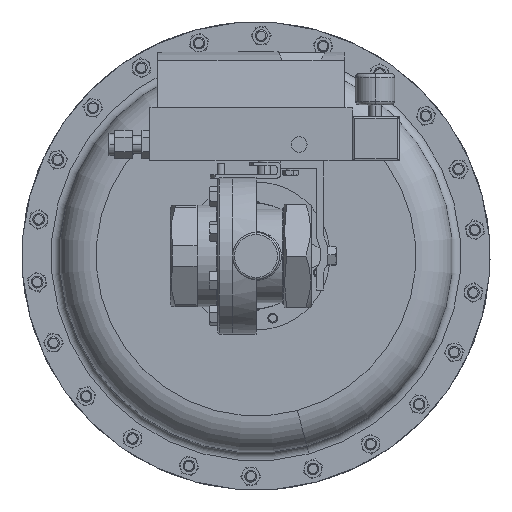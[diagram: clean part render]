
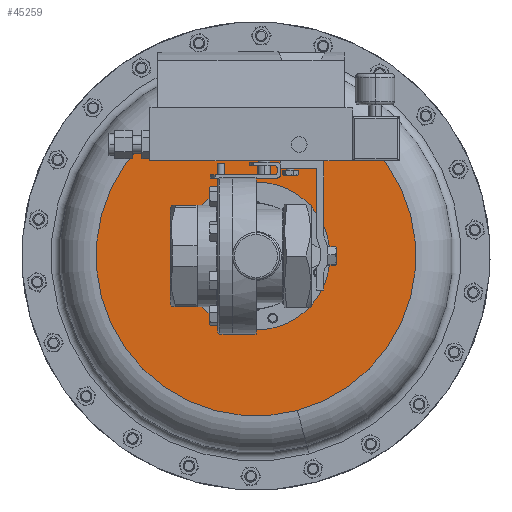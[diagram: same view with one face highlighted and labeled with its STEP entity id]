
A CAD part, front view. The second image highlights one B-rep face of the part: STEP entity #45259.
In plain terms, the highlighted planar face has unit normal (0, -1, 0).
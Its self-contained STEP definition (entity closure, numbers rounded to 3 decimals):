
#947 = CARTESIAN_POINT ( 'NONE',  ( -1.679, 7.093, 1.679 ) ) ;
#1476 = EDGE_CURVE ( 'NONE', #34965, #22150, #23015, .T. ) ;
#4353 = ORIENTED_EDGE ( 'NONE', *, *, #20917, .F. ) ;
#7880 = CARTESIAN_POINT ( 'NONE',  ( 0., 7.093, 0. ) ) ;
#9377 = FACE_BOUND ( 'NONE', #23324, .T. ) ;
#10612 = VERTEX_POINT ( 'NONE', #52705 ) ;
#12257 = DIRECTION ( 'NONE',  ( -0.259, 0., 0.966 ) ) ;
#13615 = CIRCLE ( 'NONE', #31807, 2.375 ) ;
#14493 = CARTESIAN_POINT ( 'NONE',  ( 4.95, 7.093, 1.326 ) ) ;
#14552 = EDGE_CURVE ( 'NONE', #10612, #46897, #28100, .T. ) ;
#18980 = CARTESIAN_POINT ( 'NONE',  ( 0., 7.093, 0. ) ) ;
#19102 = EDGE_CURVE ( 'NONE', #46897, #10612, #13615, .T. ) ;
#20554 = CARTESIAN_POINT ( 'NONE',  ( 0., 7.093, 0. ) ) ;
#20917 = EDGE_CURVE ( 'NONE', #22150, #34965, #23023, .T. ) ;
#22150 = VERTEX_POINT ( 'NONE', #36798 ) ;
#23015 = CIRCLE ( 'NONE', #49753, 5.125 ) ;
#23023 = CIRCLE ( 'NONE', #40883, 5.125 ) ;
#23170 = DIRECTION ( 'NONE',  ( 0., -1., 0. ) ) ;
#23322 = DIRECTION ( 'NONE',  ( 0.707, 0., -0.707 ) ) ;
#23324 = EDGE_LOOP ( 'NONE', ( #52481, #41303 ) ) ;
#24909 = DIRECTION ( 'NONE',  ( 0.707, 0., -0.707 ) ) ;
#28100 = CIRCLE ( 'NONE', #32354, 2.375 ) ;
#31807 = AXIS2_PLACEMENT_3D ( 'NONE', #18980, #49180, #23322 ) ;
#32354 = AXIS2_PLACEMENT_3D ( 'NONE', #20554, #50793, #24909 ) ;
#33660 = FACE_OUTER_BOUND ( 'NONE', #33786, .T. ) ;
#33786 = EDGE_LOOP ( 'NONE', ( #53144, #4353 ) ) ;
#34965 = VERTEX_POINT ( 'NONE', #53149 ) ;
#36798 = CARTESIAN_POINT ( 'NONE',  ( 1.326, 7.093, -4.95 ) ) ;
#36967 = AXIS2_PLACEMENT_3D ( 'NONE', #14493, #23170, #53405 ) ;
#38127 = DIRECTION ( 'NONE',  ( 0., 1., 0. ) ) ;
#40883 = AXIS2_PLACEMENT_3D ( 'NONE', #7880, #38127, #12257 ) ;
#41303 = ORIENTED_EDGE ( 'NONE', *, *, #14552, .T. ) ;
#43298 = DIRECTION ( 'NONE',  ( -0.259, 0., 0.966 ) ) ;
#43488 = DIRECTION ( 'NONE',  ( 0., 1., 0. ) ) ;
#43671 = CARTESIAN_POINT ( 'NONE',  ( 0., 7.093, 0. ) ) ;
#45259 = ADVANCED_FACE ( 'NONE', ( #33660, #9377 ), #49028, .T. ) ;
#46897 = VERTEX_POINT ( 'NONE', #947 ) ;
#49028 = PLANE ( 'NONE',  #36967 ) ;
#49180 = DIRECTION ( 'NONE',  ( 0., 1., 0. ) ) ;
#49753 = AXIS2_PLACEMENT_3D ( 'NONE', #43671, #43488, #43298 ) ;
#50793 = DIRECTION ( 'NONE',  ( 0., 1., 0. ) ) ;
#52481 = ORIENTED_EDGE ( 'NONE', *, *, #19102, .T. ) ;
#52705 = CARTESIAN_POINT ( 'NONE',  ( 1.679, 7.093, -1.679 ) ) ;
#53144 = ORIENTED_EDGE ( 'NONE', *, *, #1476, .F. ) ;
#53149 = CARTESIAN_POINT ( 'NONE',  ( -1.326, 7.093, 4.95 ) ) ;
#53405 = DIRECTION ( 'NONE',  ( 0.259, 0., -0.966 ) ) ;
